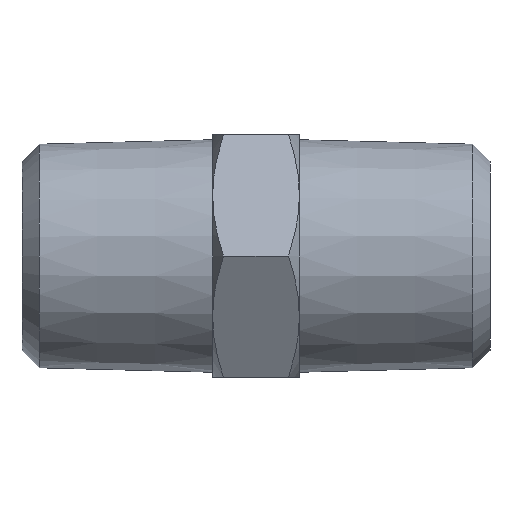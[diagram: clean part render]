
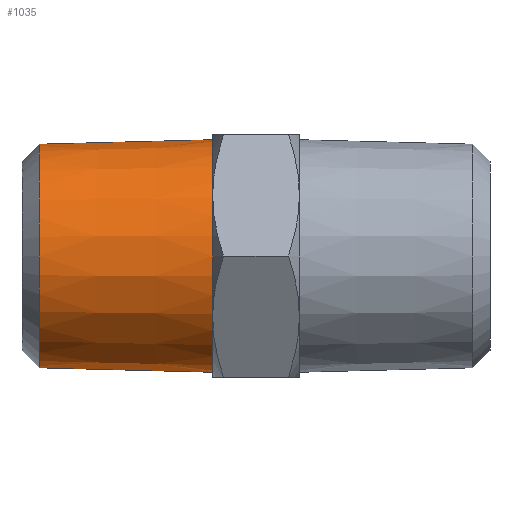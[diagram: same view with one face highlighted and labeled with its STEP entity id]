
A CAD part, left-side view. The second image highlights one B-rep face of the part: STEP entity #1035.
In plain terms, the highlighted conical face has half-angle 1.47 degrees and reference radius 6.707 mm.
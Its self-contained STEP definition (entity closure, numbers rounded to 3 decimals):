
#13 = VECTOR ( 'NONE', #158, 1000. ) ;
#57 = AXIS2_PLACEMENT_3D ( 'NONE', #257, #258, #259 ) ;
#60 = CONICAL_SURFACE ( 'NONE', #57, 6.707, 0.026 ) ;
#63 = CIRCLE ( 'NONE', #64, 6.45 ) ;
#64 = AXIS2_PLACEMENT_3D ( 'NONE', #266, #267, #268 ) ;
#67 = VECTOR ( 'NONE', #272, 1000. ) ;
#140 = CARTESIAN_POINT ( 'NONE',  ( 0., 2.5, 0. ) ) ;
#141 = DIRECTION ( 'NONE',  ( 0., -1., 0. ) ) ;
#142 = DIRECTION ( 'NONE',  ( 0., 0., -1. ) ) ;
#157 = CARTESIAN_POINT ( 'NONE',  ( 0., 2.5, 6.707 ) ) ;
#158 = DIRECTION ( 'NONE',  ( 0., -1., 0.026 ) ) ;
#257 = CARTESIAN_POINT ( 'NONE',  ( 0., 2.5, 0. ) ) ;
#258 = DIRECTION ( 'NONE',  ( 0., -1., 0. ) ) ;
#259 = DIRECTION ( 'NONE',  ( 0., 0., 1. ) ) ;
#266 = CARTESIAN_POINT ( 'NONE',  ( 0., 12.5, 0. ) ) ;
#267 = DIRECTION ( 'NONE',  ( 0., -1., 0. ) ) ;
#268 = DIRECTION ( 'NONE',  ( 0., 0., -1. ) ) ;
#271 = CARTESIAN_POINT ( 'NONE',  ( 0., 2.5, -6.707 ) ) ;
#272 = DIRECTION ( 'NONE',  ( 0., -1., -0.026 ) ) ;
#325 = CIRCLE ( 'NONE', #605, 6.707 ) ;
#363 = ORIENTED_EDGE ( 'NONE', *, *, #699, .F. ) ;
#390 = ORIENTED_EDGE ( 'NONE', *, *, #705, .F. ) ;
#446 = EDGE_LOOP ( 'NONE', ( #459, #1006, #363, #390 ) ) ;
#459 = ORIENTED_EDGE ( 'NONE', *, *, #1038, .T. ) ;
#468 = VERTEX_POINT ( 'NONE', #751 ) ;
#470 = VERTEX_POINT ( 'NONE', #749 ) ;
#471 = VERTEX_POINT ( 'NONE', #748 ) ;
#508 = VERTEX_POINT ( 'NONE', #949 ) ;
#546 = LINE ( 'NONE', #157, #13 ) ;
#576 = FACE_OUTER_BOUND ( 'NONE', #446, .T. ) ;
#581 = LINE ( 'NONE', #271, #67 ) ;
#605 = AXIS2_PLACEMENT_3D ( 'NONE', #140, #141, #142 ) ;
#699 = EDGE_CURVE ( 'NONE', #508, #470, #325, .T. ) ;
#705 = EDGE_CURVE ( 'NONE', #471, #508, #546, .T. ) ;
#748 = CARTESIAN_POINT ( 'NONE',  ( 0., 12.5, 6.45 ) ) ;
#749 = CARTESIAN_POINT ( 'NONE',  ( 0., 2.5, -6.707 ) ) ;
#751 = CARTESIAN_POINT ( 'NONE',  ( 0., 12.5, -6.45 ) ) ;
#949 = CARTESIAN_POINT ( 'NONE',  ( 0., 2.5, 6.707 ) ) ;
#1006 = ORIENTED_EDGE ( 'NONE', *, *, #1040, .T. ) ;
#1035 = ADVANCED_FACE ( 'NONE', ( #576 ), #60, .T. ) ;
#1038 = EDGE_CURVE ( 'NONE', #471, #468, #63, .T. ) ;
#1040 = EDGE_CURVE ( 'NONE', #468, #470, #581, .T. ) ;
